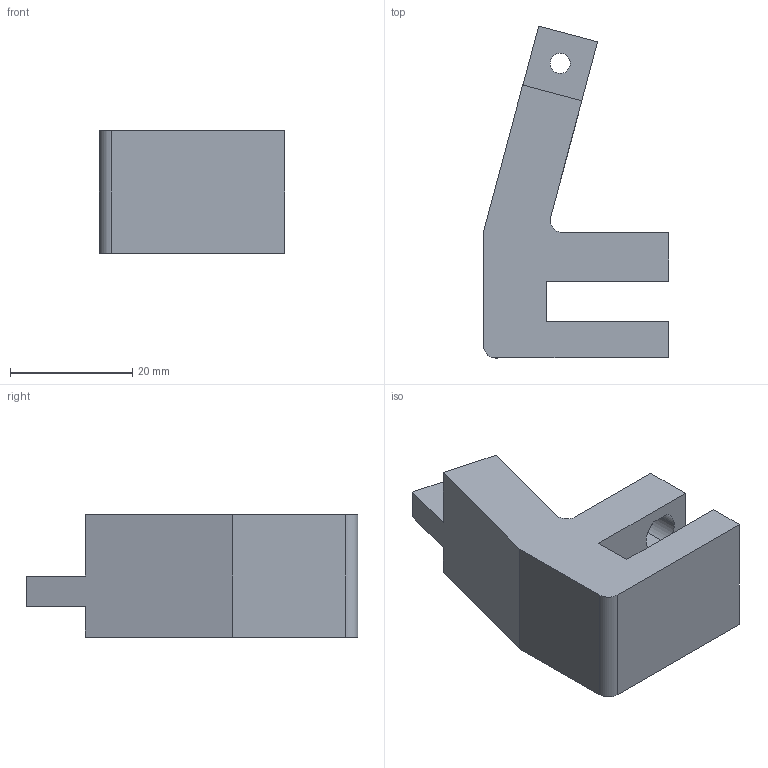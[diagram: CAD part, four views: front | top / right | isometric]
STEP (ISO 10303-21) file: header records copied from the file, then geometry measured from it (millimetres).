
FILE_DESCRIPTION (( 'STEP AP214' ), '1' );
FILE_NAME ('leg_base_3.STEP', '2024-03-12T02:03:55', ( '' ), ( '' ), 'SwSTEP 2.0', 'SolidWorks 2022', '' );
FILE_SCHEMA (( 'AUTOMOTIVE_DESIGN' ));
Length unit declared in the file: millimetre
Products named in the file (1): leg_base_3
Bounding box: 30.35 x 54.31 x 20 mm (x, y, z)
Volume: 14663.7 mm3; surface area: 5747.8 mm2
Topology: 1 solids, 1 shells, 40 faces, 105 edges, 70 vertices
Faces by surface type: plane 24, cylinder 16
Entity records: 1287 total; most frequent: DIRECTION 219, CARTESIAN_POINT 216, ORIENTED_EDGE 210, EDGE_CURVE 105, LINE 73, VECTOR 73, AXIS2_PLACEMENT_3D 73, VERTEX_POINT 70
